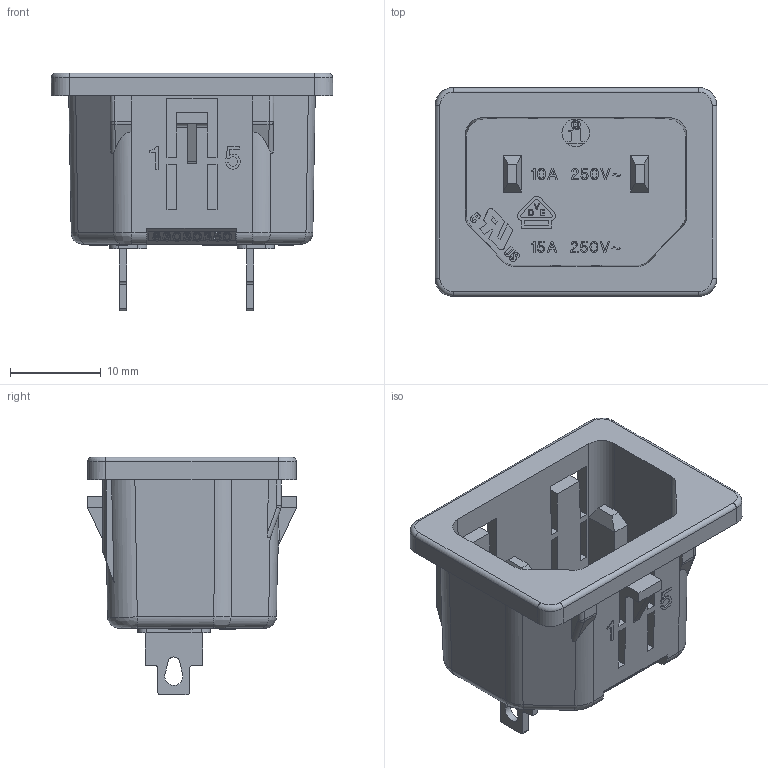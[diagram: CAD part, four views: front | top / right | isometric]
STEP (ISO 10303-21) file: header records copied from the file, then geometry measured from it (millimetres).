
FILE_DESCRIPTION(('Creo Elements/Direct Modeling STEP Export'),'2;1');
FILE_NAME('83030350_R4_C18_Snap-In_1.5mm_Solder_10-13-16.stp','2016-10-13T18:42:58',(''),(''),'PTC Creo Elements/Direct Modeling STEP processor for AP214 (Solid Model)','PTC Creo Elements/Direct Modeling 19.0D 23-Nov-2015 (C) Parametric Technology GmbH','');
FILE_SCHEMA(('AUTOMOTIVE_DESIGN { 1 0 10303 214 1 1 1 1 }'));
Length unit declared in the file: millimetre
Products named in the file (5): Contacts_Measured_L-N_Solder-Tab.1; Contacts_C18_Solder-Tab_Assy; Part-Number-Insert_83030350; C18_Snap-in_BODY_1.5mm_R4_10-13-16; 83030350_R4_C18_Snap-in_Solder-Tab_1.5mm_10-13-16
Assembly tree (5 placements, depth 3):
  83030350_R4_C18_Snap-in_Solder-Tab_1.5mm_10-13-16
    C18_Snap-in_BODY_1.5mm_R4_10-13-16
    Part-Number-Insert_83030350
    Contacts_C18_Solder-Tab_Assy
      Contacts_Measured_L-N_Solder-Tab.1  x2
Bounding box: 31 x 23.08 x 26.14 mm (x, y, z)
Volume: 3503 mm3; surface area: 4890.4 mm2
Topology: 4 solids, 4 shells, 1762 faces, 5001 edges, 3325 vertices
Faces by surface type: plane 1599, cylinder 118, extrusion 29, bspline 12, torus 4
Entity records: 58277 total; most frequent: CARTESIAN_POINT 13292, ORIENTED_EDGE 9836, DIRECTION 8314, EDGE_CURVE 4918, VECTOR 4594, LINE 4565, VERTEX_POINT 3271, AXIS2_PLACEMENT_3D 1860
